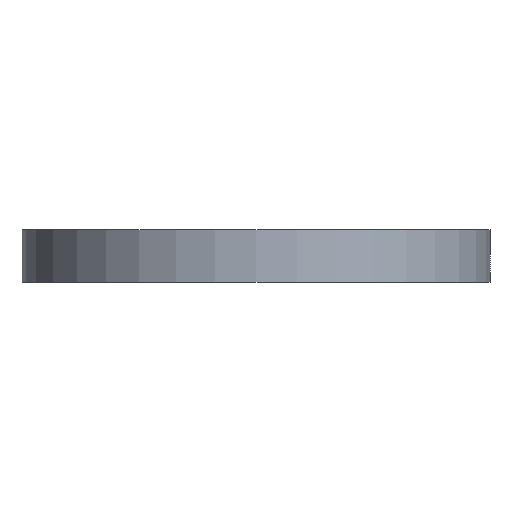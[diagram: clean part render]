
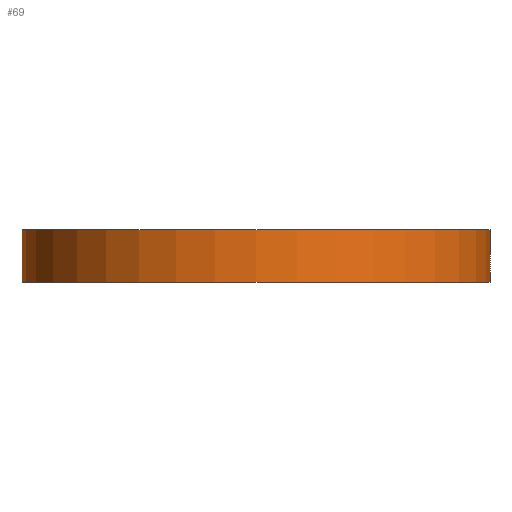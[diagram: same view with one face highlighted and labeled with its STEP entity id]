
A CAD part, front view. The second image highlights one B-rep face of the part: STEP entity #69.
In plain terms, the highlighted cylindrical face has radius 90 mm (diameter 180 mm), a partial arc.
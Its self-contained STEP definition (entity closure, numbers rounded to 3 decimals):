
#19=CYLINDRICAL_SURFACE('',#2048,90.);
#69=ADVANCED_FACE('',(#162),#19,.T.);
#162=FACE_OUTER_BOUND('',#294,.F.);
#294=EDGE_LOOP('',(#504,#505,#506,#507));
#504=ORIENTED_EDGE('',*,*,#1217,.T.);
#505=ORIENTED_EDGE('',*,*,#1269,.F.);
#506=ORIENTED_EDGE('',*,*,#1267,.T.);
#507=ORIENTED_EDGE('',*,*,#1270,.T.);
#1057=CIRCLE('',#1974,90.);
#1091=CIRCLE('',#2008,90.);
#1217=EDGE_CURVE('',#1800,#1799,#1057,.T.);
#1267=EDGE_CURVE('',#1758,#1757,#1091,.T.);
#1269=EDGE_CURVE('',#1758,#1799,#1457,.T.);
#1270=EDGE_CURVE('',#1757,#1800,#1458,.T.);
#1457=LINE('',#3061,#1609);
#1458=LINE('',#3062,#1610);
#1609=VECTOR('',#2377,20.);
#1610=VECTOR('',#2378,20.);
#1757=VERTEX_POINT('',#2789);
#1758=VERTEX_POINT('',#2790);
#1799=VERTEX_POINT('',#2831);
#1800=VERTEX_POINT('',#2832);
#1974=AXIS2_PLACEMENT_3D('',#3009,#2289,#2290);
#2008=AXIS2_PLACEMENT_3D('',#3059,#2373,#2374);
#2048=AXIS2_PLACEMENT_3D('',#3203,#2557,#2558);
#2289=DIRECTION('',(0.,0.,1.));
#2290=DIRECTION('',(-1.,0.,0.));
#2373=DIRECTION('',(0.,0.,-1.));
#2374=DIRECTION('',(1.,0.,0.));
#2377=DIRECTION('',(0.,0.,1.));
#2378=DIRECTION('',(0.,0.,1.));
#2557=DIRECTION('',(0.,0.,1.));
#2558=DIRECTION('',(-1.,0.,0.));
#2789=CARTESIAN_POINT('',(-180.123,-0.257,4.));
#2790=CARTESIAN_POINT('',(-0.123,-0.257,4.));
#2831=CARTESIAN_POINT('',(-0.123,-0.257,24.));
#2832=CARTESIAN_POINT('',(-180.123,-0.257,24.));
#3009=CARTESIAN_POINT('',(-90.123,-0.257,24.));
#3059=CARTESIAN_POINT('',(-90.123,-0.257,4.));
#3061=CARTESIAN_POINT('',(-0.123,-0.257,4.));
#3062=CARTESIAN_POINT('',(-180.123,-0.257,4.));
#3203=CARTESIAN_POINT('',(-90.123,-0.257,4.));
